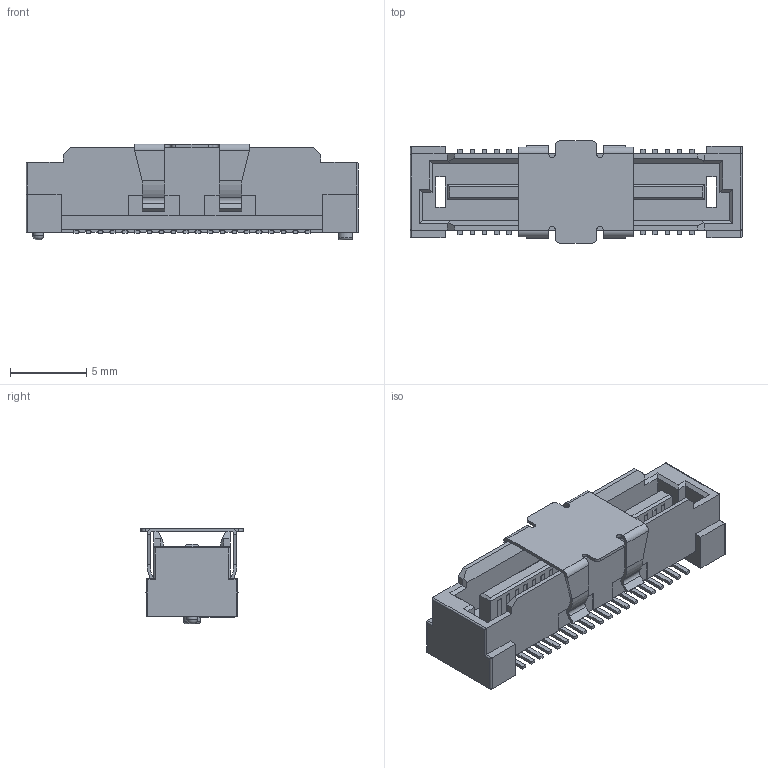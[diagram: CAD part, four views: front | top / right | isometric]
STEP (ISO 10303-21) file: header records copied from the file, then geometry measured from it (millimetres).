
FILE_DESCRIPTION(/* description */ ('Unknown'),/* implementation_level */ '2;1');
FILE_NAME(/* name */ '658855603040',/* time_stamp */ '2018-07-13T09:52:35+02:00',/* author */ ('Unknown'),/* organization */ ('Unknown'),/* preprocessor_version */ 'ST-DEVELOPER v16.7',/* originating_system */ 'DEX',/* authorisation */ $);
FILE_SCHEMA (('AUTOMOTIVE_DESIGN {1 0 10303 214 3 1 1}'));
Length unit declared in the file: millimetre
Products named in the file (4): 658855603xxx; 658855603040_Housing; 658855603xxx_Pin; Small Cap
Assembly tree (42 placements, depth 2):
  658855603xxx
    658855603040_Housing
    658855603xxx_Pin  x40
    Small Cap
Bounding box: 21.8 x 6.7 x 6.3 mm (x, y, z)
Volume: 351.6 mm3; surface area: 1421.4 mm2
Topology: 42 solids, 42 shells, 1656 faces, 4461 edges, 2853 vertices
Faces by surface type: plane 1445, cylinder 209, torus 2
Full cylindrical faces by diameter (mm): 0.7 x1
Entity records: 28561 total; most frequent: CARTESIAN_POINT 5042, ORIENTED_EDGE 5014, DIRECTION 4598, EDGE_CURVE 2507, LINE 2250, VECTOR 2250, VERTEX_POINT 1604, AXIS2_PLACEMENT_3D 1174
